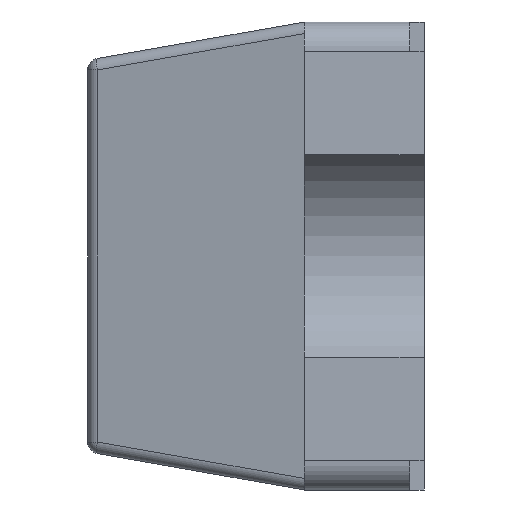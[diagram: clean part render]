
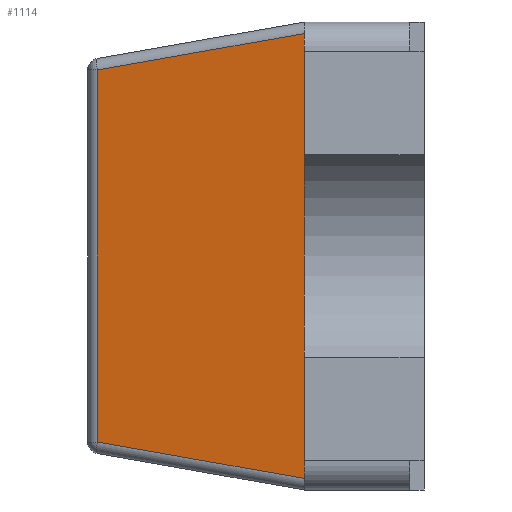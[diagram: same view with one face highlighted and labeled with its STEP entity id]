
A CAD part, left-side view. The second image highlights one B-rep face of the part: STEP entity #1114.
In plain terms, the highlighted planar face has unit normal (-0.985, 0.174, 0).
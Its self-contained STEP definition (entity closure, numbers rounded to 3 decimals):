
#149 = AXIS2_PLACEMENT_3D ( 'NONE', #5582, #9163, #1162 ) ;
#942 = EDGE_CURVE ( 'NONE', #4444, #10906, #2629, .T. ) ;
#1114 = ADVANCED_FACE ( 'NONE', ( #3741 ), #7282, .T. ) ;
#1162 = DIRECTION ( 'NONE',  ( -0.174, -0.985, 0. ) ) ;
#1691 = EDGE_CURVE ( 'NONE', #9211, #7059, #7858, .T. ) ;
#2191 = LINE ( 'NONE', #5741, #8452 ) ;
#2318 = VECTOR ( 'NONE', #2786, 1000. ) ;
#2476 = CARTESIAN_POINT ( 'NONE',  ( -0.6, 0.18, -0.38 ) ) ;
#2629 = LINE ( 'NONE', #6170, #8909 ) ;
#2786 = DIRECTION ( 'NONE',  ( 0., 0., -1. ) ) ;
#3431 = DIRECTION ( 'NONE',  ( -0.171, -0.97, -0.171 ) ) ;
#3741 = FACE_OUTER_BOUND ( 'NONE', #9154, .T. ) ;
#3798 = CARTESIAN_POINT ( 'NONE',  ( -0.538, 0.533, 0.318 ) ) ;
#4444 = VERTEX_POINT ( 'NONE', #8258 ) ;
#5157 = ORIENTED_EDGE ( 'NONE', *, *, #1691, .T. ) ;
#5435 = ORIENTED_EDGE ( 'NONE', *, *, #5566, .T. ) ;
#5566 = EDGE_CURVE ( 'NONE', #10906, #9211, #7203, .T. ) ;
#5582 = CARTESIAN_POINT ( 'NONE',  ( -0.6, 0.18, 0.4 ) ) ;
#5741 = CARTESIAN_POINT ( 'NONE',  ( -0.6, 0.18, 0.4 ) ) ;
#6170 = CARTESIAN_POINT ( 'NONE',  ( -0.601, 0.177, 0.381 ) ) ;
#6911 = ORIENTED_EDGE ( 'NONE', *, *, #6919, .T. ) ;
#6919 = EDGE_CURVE ( 'NONE', #7059, #4444, #2191, .T. ) ;
#7059 = VERTEX_POINT ( 'NONE', #2476 ) ;
#7203 = LINE ( 'NONE', #10785, #2318 ) ;
#7282 = PLANE ( 'NONE',  #149 ) ;
#7858 = LINE ( 'NONE', #11418, #9642 ) ;
#8258 = CARTESIAN_POINT ( 'NONE',  ( -0.6, 0.18, 0.38 ) ) ;
#8452 = VECTOR ( 'NONE', #9311, 1000. ) ;
#8909 = VECTOR ( 'NONE', #9750, 1000. ) ;
#9154 = EDGE_LOOP ( 'NONE', ( #6911, #11532, #5435, #5157 ) ) ;
#9163 = DIRECTION ( 'NONE',  ( -0.985, 0.174, 0. ) ) ;
#9211 = VERTEX_POINT ( 'NONE', #9412 ) ;
#9311 = DIRECTION ( 'NONE',  ( 0., 0., 1. ) ) ;
#9412 = CARTESIAN_POINT ( 'NONE',  ( -0.538, 0.533, -0.318 ) ) ;
#9642 = VECTOR ( 'NONE', #3431, 1000. ) ;
#9750 = DIRECTION ( 'NONE',  ( 0.171, 0.97, -0.171 ) ) ;
#10785 = CARTESIAN_POINT ( 'NONE',  ( -0.538, 0.533, 0.4 ) ) ;
#10906 = VERTEX_POINT ( 'NONE', #3798 ) ;
#11418 = CARTESIAN_POINT ( 'NONE',  ( -0.577, 0.31, -0.357 ) ) ;
#11532 = ORIENTED_EDGE ( 'NONE', *, *, #942, .T. ) ;
